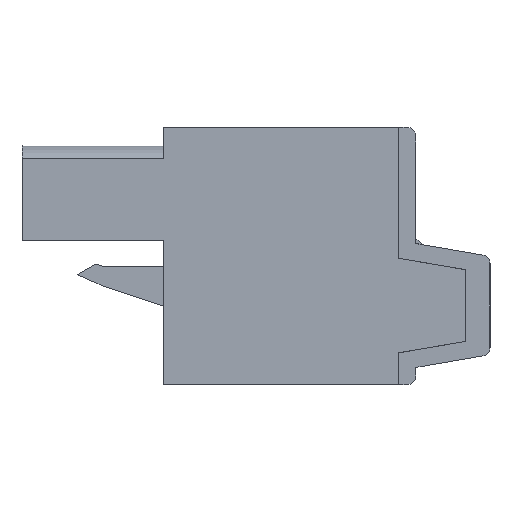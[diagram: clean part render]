
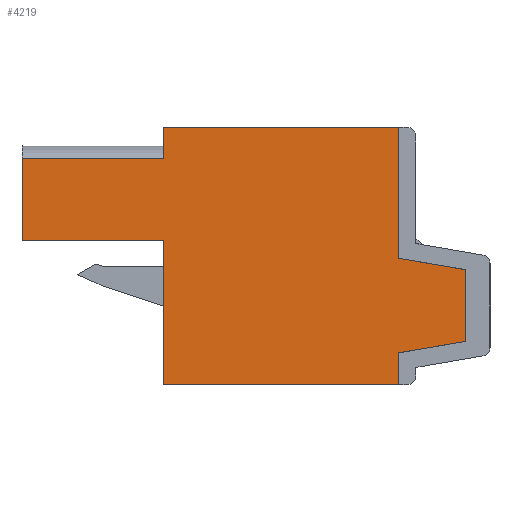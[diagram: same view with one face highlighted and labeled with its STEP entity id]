
A CAD part, left-side view. The second image highlights one B-rep face of the part: STEP entity #4219.
In plain terms, the highlighted planar face has unit normal (-1, 0, 0).
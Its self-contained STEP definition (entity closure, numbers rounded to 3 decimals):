
#4219 = ADVANCED_FACE( '', ( #8542 ), #8543, .F. );
#8542 = FACE_OUTER_BOUND( '', #12976, .T. );
#8543 = PLANE( '', #12977 );
#12976 = EDGE_LOOP( '', ( #24859, #24860, #24861, #24862, #24863, #24864, #24865, #24866, #24867, #24868, #24869, #24870 ) );
#12977 = AXIS2_PLACEMENT_3D( '', #24871, #24872, #24873 );
#24859 = ORIENTED_EDGE( '', *, *, #32025, .F. );
#24860 = ORIENTED_EDGE( '', *, *, #32177, .F. );
#24861 = ORIENTED_EDGE( '', *, *, #29669, .F. );
#24862 = ORIENTED_EDGE( '', *, *, #31215, .F. );
#24863 = ORIENTED_EDGE( '', *, *, #28535, .T. );
#24864 = ORIENTED_EDGE( '', *, *, #31509, .F. );
#24865 = ORIENTED_EDGE( '', *, *, #30802, .F. );
#24866 = ORIENTED_EDGE( '', *, *, #30755, .F. );
#24867 = ORIENTED_EDGE( '', *, *, #28208, .F. );
#24868 = ORIENTED_EDGE( '', *, *, #28313, .F. );
#24869 = ORIENTED_EDGE( '', *, *, #29114, .F. );
#24870 = ORIENTED_EDGE( '', *, *, #32178, .F. );
#24871 = CARTESIAN_POINT( '', ( -30.48, 0., 0. ) );
#24872 = DIRECTION( '', ( 1., 0., 0. ) );
#24873 = DIRECTION( '', ( 0., 0., -1. ) );
#28208 = EDGE_CURVE( '', #34304, #34306, #34307, .T. );
#28313 = EDGE_CURVE( '', #34484, #34304, #34486, .T. );
#28535 = EDGE_CURVE( '', #34852, #34850, #34853, .T. );
#29114 = EDGE_CURVE( '', #35828, #34484, #35830, .T. );
#29669 = EDGE_CURVE( '', #36704, #36699, #36706, .T. );
#30755 = EDGE_CURVE( '', #34306, #38289, #38290, .T. );
#30802 = EDGE_CURVE( '', #38289, #38359, #38360, .T. );
#31215 = EDGE_CURVE( '', #34852, #36704, #38910, .T. );
#31509 = EDGE_CURVE( '', #38359, #34850, #39286, .T. );
#32025 = EDGE_CURVE( '', #39907, #39908, #39909, .T. );
#32177 = EDGE_CURVE( '', #36699, #39907, #40079, .T. );
#32178 = EDGE_CURVE( '', #39908, #35828, #40080, .T. );
#34304 = VERTEX_POINT( '', #42948 );
#34306 = VERTEX_POINT( '', #42951 );
#34307 = LINE( '', #42952, #42953 );
#34484 = VERTEX_POINT( '', #43208 );
#34486 = LINE( '', #43211, #43212 );
#34850 = VERTEX_POINT( '', #43760 );
#34852 = VERTEX_POINT( '', #43763 );
#34853 = LINE( '', #43764, #43765 );
#35828 = VERTEX_POINT( '', #45201 );
#35830 = LINE( '', #45204, #45205 );
#36699 = VERTEX_POINT( '', #46488 );
#36704 = VERTEX_POINT( '', #46495 );
#36706 = LINE( '', #46498, #46499 );
#38289 = VERTEX_POINT( '', #48863 );
#38290 = LINE( '', #48864, #48865 );
#38359 = VERTEX_POINT( '', #48979 );
#38360 = LINE( '', #48980, #48981 );
#38910 = LINE( '', #49795, #49796 );
#39286 = LINE( '', #50362, #50363 );
#39907 = VERTEX_POINT( '', #51298 );
#39908 = VERTEX_POINT( '', #51299 );
#39909 = LINE( '', #51300, #51301 );
#40079 = LINE( '', #51547, #51548 );
#40080 = LINE( '', #51549, #51550 );
#42948 = CARTESIAN_POINT( '', ( -30.48, -2.248, -3.898 ) );
#42951 = CARTESIAN_POINT( '', ( -30.48, 1.635, -4.563 ) );
#42952 = CARTESIAN_POINT( '', ( -30.48, -2.248, -3.898 ) );
#42953 = VECTOR( '', #52970, 1000. );
#43208 = CARTESIAN_POINT( '', ( -30.48, -2.248, 0.252 ) );
#43211 = CARTESIAN_POINT( '', ( -30.48, -2.248, 0.252 ) );
#43212 = VECTOR( '', #53068, 1000. );
#43760 = CARTESIAN_POINT( '', ( -30.48, 15.245, 1.947 ) );
#43763 = CARTESIAN_POINT( '', ( -30.48, 23.445, 1.947 ) );
#43764 = CARTESIAN_POINT( '', ( -30.48, 23.445, 1.947 ) );
#43765 = VECTOR( '', #53281, 1000. );
#45201 = CARTESIAN_POINT( '', ( -30.48, 1.635, 0.917 ) );
#45204 = CARTESIAN_POINT( '', ( -30.48, 1.635, 0.917 ) );
#45205 = VECTOR( '', #53816, 1000. );
#46488 = CARTESIAN_POINT( '', ( -30.48, 15.245, 6.697 ) );
#46495 = CARTESIAN_POINT( '', ( -30.48, 23.445, 6.697 ) );
#46498 = CARTESIAN_POINT( '', ( -30.48, 23.445, 6.697 ) );
#46499 = VECTOR( '', #54342, 1000. );
#48863 = CARTESIAN_POINT( '', ( -30.48, 1.635, -6.403 ) );
#48864 = CARTESIAN_POINT( '', ( -30.48, 1.635, -4.563 ) );
#48865 = VECTOR( '', #55244, 1000. );
#48979 = CARTESIAN_POINT( '', ( -30.48, 15.245, -6.403 ) );
#48980 = CARTESIAN_POINT( '', ( -30.48, 1.635, -6.403 ) );
#48981 = VECTOR( '', #55290, 1000. );
#49795 = CARTESIAN_POINT( '', ( -30.48, 23.445, 1.947 ) );
#49796 = VECTOR( '', #55648, 1000. );
#50362 = CARTESIAN_POINT( '', ( -30.48, 15.245, -6.403 ) );
#50363 = VECTOR( '', #55890, 1000. );
#51298 = CARTESIAN_POINT( '', ( -30.48, 15.245, 8.497 ) );
#51299 = CARTESIAN_POINT( '', ( -30.48, 1.635, 8.497 ) );
#51300 = CARTESIAN_POINT( '', ( -30.48, 15.245, 8.497 ) );
#51301 = VECTOR( '', #56289, 1000. );
#51547 = CARTESIAN_POINT( '', ( -30.48, 15.245, -6.403 ) );
#51548 = VECTOR( '', #56387, 1000. );
#51549 = CARTESIAN_POINT( '', ( -30.48, 1.635, 8.497 ) );
#51550 = VECTOR( '', #56388, 1000. );
#52970 = DIRECTION( '', ( 0., 0.986, -0.169 ) );
#53068 = DIRECTION( '', ( 0., 0., -1. ) );
#53281 = DIRECTION( '', ( 0., -1., 0. ) );
#53816 = DIRECTION( '', ( 0., -0.986, -0.169 ) );
#54342 = DIRECTION( '', ( 0., -1., 0. ) );
#55244 = DIRECTION( '', ( 0., 0., -1. ) );
#55290 = DIRECTION( '', ( 0., 1., 0. ) );
#55648 = DIRECTION( '', ( 0., 0., 1. ) );
#55890 = DIRECTION( '', ( 0., 0., 1. ) );
#56289 = DIRECTION( '', ( 0., -1., 0. ) );
#56387 = DIRECTION( '', ( 0., 0., 1. ) );
#56388 = DIRECTION( '', ( 0., 0., -1. ) );
